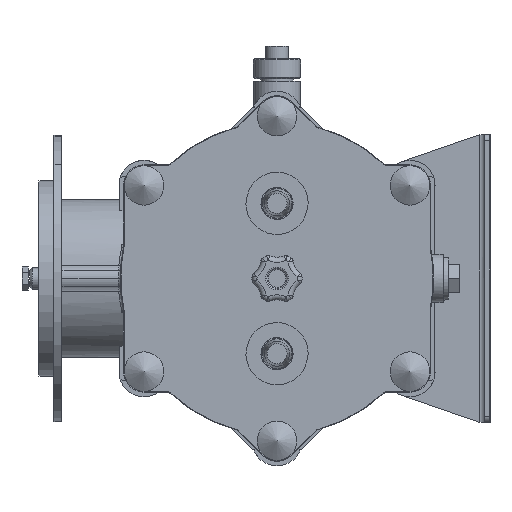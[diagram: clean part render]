
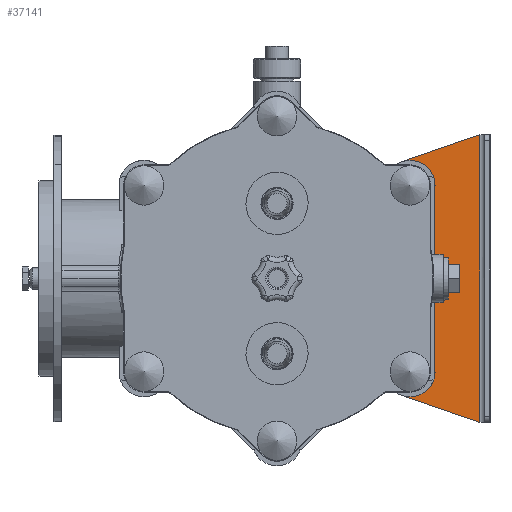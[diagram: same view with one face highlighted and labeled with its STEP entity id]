
A CAD part, left-side view. The second image highlights one B-rep face of the part: STEP entity #37141.
In plain terms, the highlighted planar face has unit normal (-1, 0, 0).
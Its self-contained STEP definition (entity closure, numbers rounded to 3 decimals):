
#2096=PLANE('',#39984);
#3877=FACE_OUTER_BOUND('',#5982,.T.);
#5982=EDGE_LOOP('',(#27611,#27612,#27613,#27614,#27615,#27616,#27617,#27618));
#8619=LINE('',#60131,#11511);
#8624=LINE('',#60146,#11516);
#8634=LINE('',#60253,#11526);
#11511=VECTOR('',#46551,10.);
#11516=VECTOR('',#46566,10.);
#11526=VECTOR('',#46582,10.);
#13104=CIRCLE('',#38418,20.);
#13113=CIRCLE('',#38430,20.);
#13514=CIRCLE('',#39794,20.);
#13526=CIRCLE('',#39809,20.);
#13615=CIRCLE('',#39976,112.55);
#14302=VERTEX_POINT('',#52484);
#14307=VERTEX_POINT('',#52494);
#14317=VERTEX_POINT('',#52519);
#14318=VERTEX_POINT('',#52523);
#15750=VERTEX_POINT('',#59749);
#15756=VERTEX_POINT('',#59770);
#15846=VERTEX_POINT('',#60125);
#15853=VERTEX_POINT('',#60144);
#17744=EDGE_CURVE('',#14307,#14302,#13104,.T.);
#17759=EDGE_CURVE('',#14318,#14317,#13113,.T.);
#19888=EDGE_CURVE('',#14317,#15750,#13514,.T.);
#19900=EDGE_CURVE('',#14302,#15756,#13526,.T.);
#20060=EDGE_CURVE('',#15846,#15750,#8619,.T.);
#20067=EDGE_CURVE('',#14307,#15853,#8624,.T.);
#20081=EDGE_CURVE('',#15853,#15846,#8634,.T.);
#20097=EDGE_CURVE('',#14318,#15756,#13615,.T.);
#27611=ORIENTED_EDGE('',*,*,#17744,.F.);
#27612=ORIENTED_EDGE('',*,*,#20067,.T.);
#27613=ORIENTED_EDGE('',*,*,#20081,.T.);
#27614=ORIENTED_EDGE('',*,*,#20060,.T.);
#27615=ORIENTED_EDGE('',*,*,#19888,.F.);
#27616=ORIENTED_EDGE('',*,*,#17759,.F.);
#27617=ORIENTED_EDGE('',*,*,#20097,.T.);
#27618=ORIENTED_EDGE('',*,*,#19900,.F.);
#37141=ADVANCED_FACE('',(#3877),#2096,.F.);
#38418=AXIS2_PLACEMENT_3D('',#52496,#42164,#42165);
#38430=AXIS2_PLACEMENT_3D('',#52525,#42194,#42195);
#39794=AXIS2_PLACEMENT_3D('',#59750,#46162,#46163);
#39809=AXIS2_PLACEMENT_3D('',#59771,#46192,#46193);
#39976=AXIS2_PLACEMENT_3D('',#60283,#46616,#46617);
#39984=AXIS2_PLACEMENT_3D('',#60293,#46632,#46633);
#42164=DIRECTION('center_axis',(-1.,0.,0.));
#42165=DIRECTION('ref_axis',(0.,0.,1.));
#42194=DIRECTION('center_axis',(-1.,0.,0.));
#42195=DIRECTION('ref_axis',(0.,0.,1.));
#46162=DIRECTION('center_axis',(-1.,0.,0.));
#46163=DIRECTION('ref_axis',(0.,0.,1.));
#46192=DIRECTION('center_axis',(-1.,0.,0.));
#46193=DIRECTION('ref_axis',(0.,0.,1.));
#46551=DIRECTION('',(0.,0.945,-0.327));
#46566=DIRECTION('',(0.,-0.945,-0.327));
#46582=DIRECTION('',(0.,0.,1.));
#46616=DIRECTION('center_axis',(1.,0.,0.));
#46617=DIRECTION('ref_axis',(0.,-0.766,0.643));
#46632=DIRECTION('center_axis',(1.,0.,0.));
#46633=DIRECTION('ref_axis',(0.,0.,-1.));
#52484=CARTESIAN_POINT('',(-302.5,-106.121,-94.307));
#52494=CARTESIAN_POINT('',(-302.5,-99.575,-93.205));
#52496=CARTESIAN_POINT('Origin',(-302.5,-106.121,-74.307));
#52519=CARTESIAN_POINT('',(-302.5,-106.121,54.307));
#52523=CARTESIAN_POINT('',(-302.5,-97.472,56.274));
#52525=CARTESIAN_POINT('Origin',(-302.5,-106.121,74.307));
#59749=CARTESIAN_POINT('',(-302.5,-99.575,93.205));
#59750=CARTESIAN_POINT('Origin',(-302.5,-106.121,74.307));
#59770=CARTESIAN_POINT('',(-302.5,-97.472,-56.274));
#59771=CARTESIAN_POINT('Origin',(-302.5,-106.121,-74.307));
#60125=CARTESIAN_POINT('',(-302.5,-162.,114.827));
#60131=CARTESIAN_POINT('',(-302.5,-162.5,115.));
#60144=CARTESIAN_POINT('',(-302.5,-162.,-114.827));
#60146=CARTESIAN_POINT('',(-302.5,-99.575,-93.205));
#60253=CARTESIAN_POINT('',(-302.5,-162.,-57.413));
#60283=CARTESIAN_POINT('Origin',(-302.5,0.,0.));
#60293=CARTESIAN_POINT('Origin',(-302.5,-135.72,0.));
